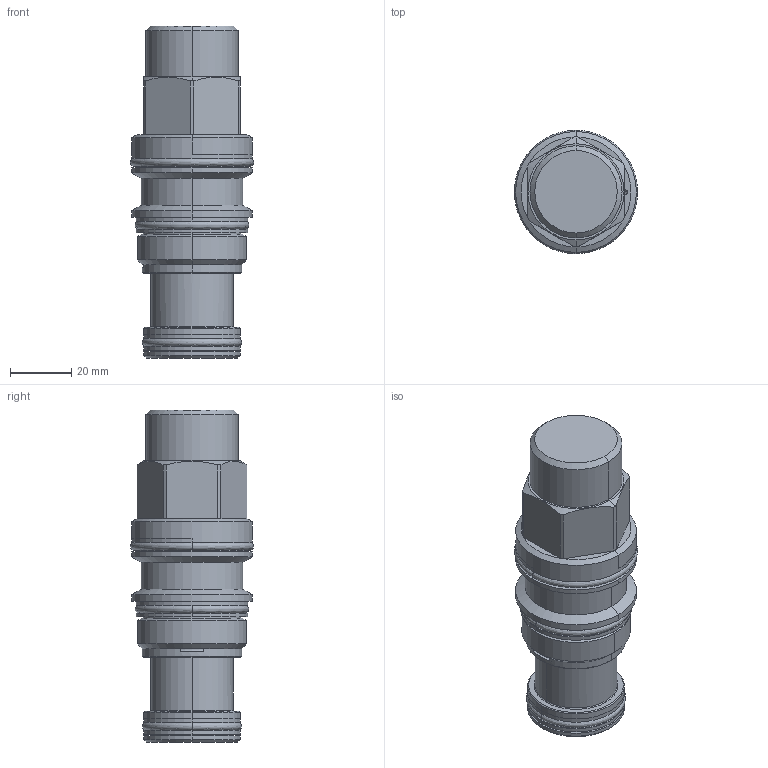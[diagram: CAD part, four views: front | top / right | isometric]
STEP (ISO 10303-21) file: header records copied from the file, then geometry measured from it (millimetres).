
FILE_DESCRIPTION((''),'2;1');
FILE_NAME('RSHE-BBN_PRT','2009-08-06T',('Administrator'),(''),'PRO/ENGINEER BY PARAMETRIC TECHNOLOGY CORPORATION, 2006240','PRO/ENGINEER BY PARAMETRIC TECHNOLOGY CORPORATION, 2006240','');
FILE_SCHEMA(('CONFIG_CONTROL_DESIGN'));
Length unit declared in the file: inch
Products named in the file (1): RSHE-BBN_PRT
Bounding box: 40.36 x 40.36 x 108.76 mm (x, y, z)
Volume: 86575.2 mm3; surface area: 24209.6 mm2
Topology: 5 solids, 5 shells, 173 faces, 400 edges, 239 vertices
Faces by surface type: cylinder 69, cone 38, plane 36, torus 18, revolution 12
Entity records: 5762 total; most frequent: CARTESIAN_POINT 1776, DIRECTION 871, ORIENTED_EDGE 788, EDGE_CURVE 394, AXIS2_PLACEMENT_3D 367, VERTEX_POINT 239, CIRCLE 206, EDGE_LOOP 191
